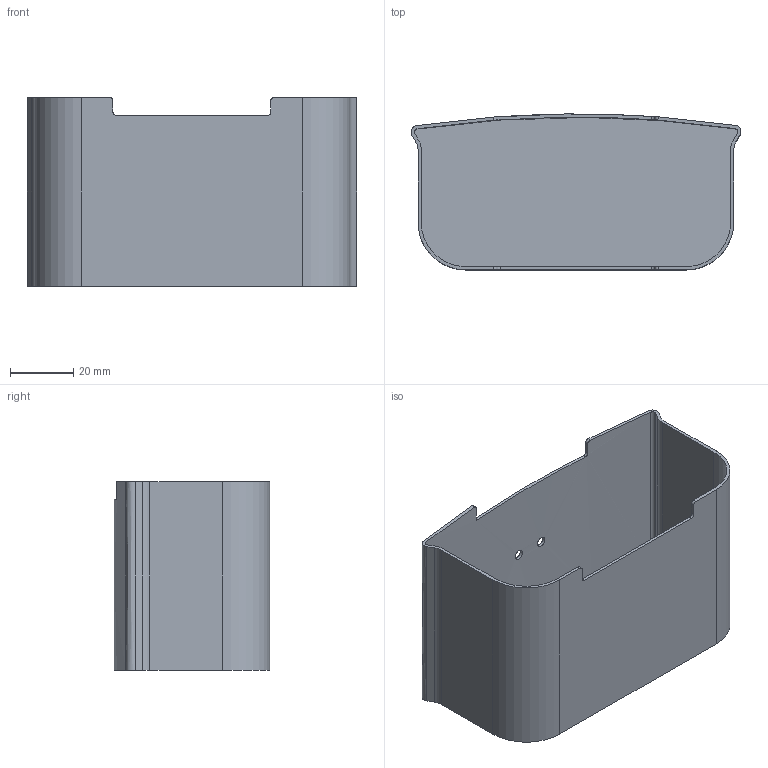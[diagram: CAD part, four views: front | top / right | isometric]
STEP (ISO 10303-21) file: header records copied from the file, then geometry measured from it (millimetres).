
FILE_DESCRIPTION(/* description */ (''),/* implementation_level */ '2;1');
FILE_NAME(/* name */ 'JJ100B_Discharger_cup.stp',/* time_stamp */ '2023-12-09T13:01:54+01:00',/* author */ (''),/* organization */ (''),/* preprocessor_version */ 'ST-DEVELOPER v18.102',/* originating_system */ 'SIEMENS PLM Software NX2206.8501',/* authorisation */ '');
FILE_SCHEMA (('AUTOMOTIVE_DESIGN { 1 0 10303 214 3 1 1 1 }'));
Length unit declared in the file: millimetre
Products named in the file (1): JJ100B_Grundplatte_objects
Bounding box: 104.41 x 49.35 x 59.8 mm (x, y, z)
Volume: 20631.1 mm3; surface area: 41505.7 mm2
Topology: 1 solids, 1 shells, 43 faces, 123 edges, 82 vertices
Faces by surface type: plane 20, cylinder 19, extrusion 2, bspline 2
Full cylindrical faces by diameter (mm): 3.2 x2
Entity records: 1793 total; most frequent: CARTESIAN_POINT 667, ORIENTED_EDGE 242, DIRECTION 207, EDGE_CURVE 121, VERTEX_POINT 82, VECTOR 71, LINE 69, AXIS2_PLACEMENT_3D 68
